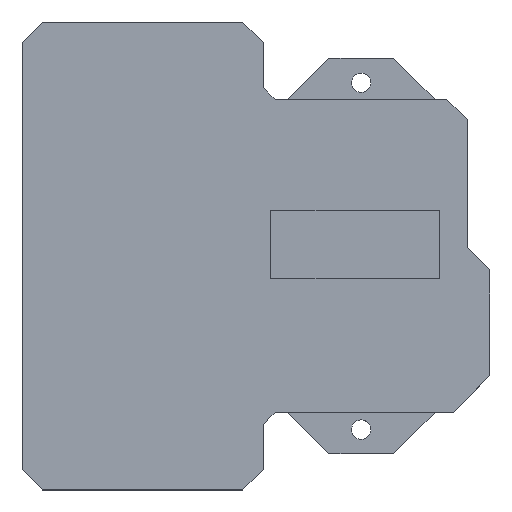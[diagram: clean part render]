
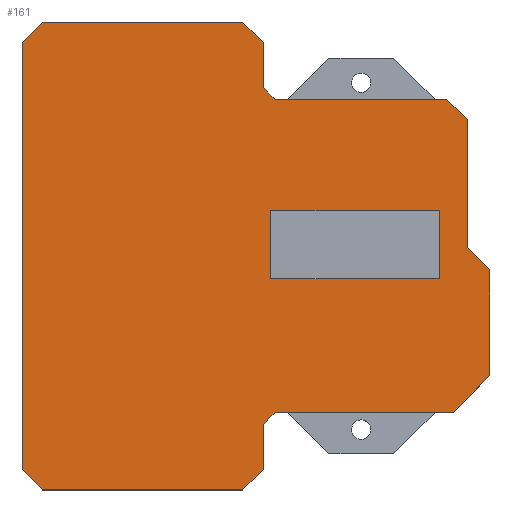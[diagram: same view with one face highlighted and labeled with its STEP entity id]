
A CAD part, top view. The second image highlights one B-rep face of the part: STEP entity #161.
In plain terms, the highlighted planar face has unit normal (0, 0, 1).
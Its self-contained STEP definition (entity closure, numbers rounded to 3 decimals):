
#46=FACE_BOUND('',#451,.T.);
#161=ADVANCED_FACE('',(#298,#46),#1853,.T.);
#298=FACE_OUTER_BOUND('',#450,.T.);
#450=EDGE_LOOP('',(#1012,#1013,#1014,#1015,#1016,#1017,#1018,#1019,#1020,
#1021,#1022,#1023,#1024,#1025,#1026,#1027,#1028,#1029));
#451=EDGE_LOOP('',(#1030,#1031,#1032,#1033));
#1012=ORIENTED_EDGE('',*,*,#1463,.F.);
#1013=ORIENTED_EDGE('',*,*,#1460,.F.);
#1014=ORIENTED_EDGE('',*,*,#1457,.F.);
#1015=ORIENTED_EDGE('',*,*,#1454,.F.);
#1016=ORIENTED_EDGE('',*,*,#1451,.F.);
#1017=ORIENTED_EDGE('',*,*,#1448,.F.);
#1018=ORIENTED_EDGE('',*,*,#1445,.F.);
#1019=ORIENTED_EDGE('',*,*,#1442,.F.);
#1020=ORIENTED_EDGE('',*,*,#1439,.F.);
#1021=ORIENTED_EDGE('',*,*,#1436,.F.);
#1022=ORIENTED_EDGE('',*,*,#1433,.F.);
#1023=ORIENTED_EDGE('',*,*,#1430,.F.);
#1024=ORIENTED_EDGE('',*,*,#1427,.F.);
#1025=ORIENTED_EDGE('',*,*,#1424,.F.);
#1026=ORIENTED_EDGE('',*,*,#1421,.F.);
#1027=ORIENTED_EDGE('',*,*,#1418,.F.);
#1028=ORIENTED_EDGE('',*,*,#1415,.F.);
#1029=ORIENTED_EDGE('',*,*,#1411,.F.);
#1030=ORIENTED_EDGE('',*,*,#1524,.T.);
#1031=ORIENTED_EDGE('',*,*,#1525,.T.);
#1032=ORIENTED_EDGE('',*,*,#1526,.T.);
#1033=ORIENTED_EDGE('',*,*,#1523,.T.);
#1411=EDGE_CURVE('',#1685,#1686,#2070,.T.);
#1415=EDGE_CURVE('',#1686,#1689,#2074,.T.);
#1418=EDGE_CURVE('',#1689,#1691,#2077,.T.);
#1421=EDGE_CURVE('',#1691,#1693,#2080,.T.);
#1424=EDGE_CURVE('',#1693,#1695,#2083,.T.);
#1427=EDGE_CURVE('',#1695,#1697,#2086,.T.);
#1430=EDGE_CURVE('',#1697,#1699,#2089,.T.);
#1433=EDGE_CURVE('',#1699,#1701,#2092,.T.);
#1436=EDGE_CURVE('',#1701,#1703,#2095,.T.);
#1439=EDGE_CURVE('',#1703,#1705,#2098,.T.);
#1442=EDGE_CURVE('',#1705,#1707,#2101,.T.);
#1445=EDGE_CURVE('',#1707,#1709,#2104,.T.);
#1448=EDGE_CURVE('',#1709,#1711,#2107,.T.);
#1451=EDGE_CURVE('',#1711,#1713,#2110,.T.);
#1454=EDGE_CURVE('',#1713,#1715,#2113,.T.);
#1457=EDGE_CURVE('',#1715,#1717,#2116,.T.);
#1460=EDGE_CURVE('',#1717,#1719,#2119,.T.);
#1463=EDGE_CURVE('',#1719,#1685,#2122,.T.);
#1523=EDGE_CURVE('',#1758,#1757,#2182,.T.);
#1524=EDGE_CURVE('',#1757,#1759,#2183,.T.);
#1525=EDGE_CURVE('',#1759,#1760,#2184,.T.);
#1526=EDGE_CURVE('',#1760,#1758,#2185,.T.);
#1685=VERTEX_POINT('',#3862);
#1686=VERTEX_POINT('',#3863);
#1689=VERTEX_POINT('',#3866);
#1691=VERTEX_POINT('',#3868);
#1693=VERTEX_POINT('',#3870);
#1695=VERTEX_POINT('',#3872);
#1697=VERTEX_POINT('',#3874);
#1699=VERTEX_POINT('',#3876);
#1701=VERTEX_POINT('',#3878);
#1703=VERTEX_POINT('',#3880);
#1705=VERTEX_POINT('',#3882);
#1707=VERTEX_POINT('',#3884);
#1709=VERTEX_POINT('',#3886);
#1711=VERTEX_POINT('',#3888);
#1713=VERTEX_POINT('',#3890);
#1715=VERTEX_POINT('',#3892);
#1717=VERTEX_POINT('',#3894);
#1719=VERTEX_POINT('',#3896);
#1757=VERTEX_POINT('',#3934);
#1758=VERTEX_POINT('',#3935);
#1759=VERTEX_POINT('',#3936);
#1760=VERTEX_POINT('',#3937);
#1853=PLANE('',#2412);
#2070=B_SPLINE_CURVE_WITH_KNOTS('',1,(#3942,#3943),.UNSPECIFIED.,.F.,.F.,
(2,2),(-856.402,-855.574),.UNSPECIFIED.);
#2074=B_SPLINE_CURVE_WITH_KNOTS('',1,(#3950,#3951),.UNSPECIFIED.,.F.,.F.,
(2,2),(-855.574,-854.746),.UNSPECIFIED.);
#2077=B_SPLINE_CURVE_WITH_KNOTS('',1,(#3956,#3957),.UNSPECIFIED.,.F.,.F.,
(2,2),(-854.746,-841.731),.UNSPECIFIED.);
#2080=B_SPLINE_CURVE_WITH_KNOTS('',1,(#3962,#3963),.UNSPECIFIED.,.F.,.F.,
(2,2),(-841.731,-836.524),.UNSPECIFIED.);
#2083=B_SPLINE_CURVE_WITH_KNOTS('',1,(#3968,#3969),.UNSPECIFIED.,.F.,.F.,
(2,2),(-836.524,-835.696),.UNSPECIFIED.);
#2086=B_SPLINE_CURVE_WITH_KNOTS('',1,(#3974,#3975),.UNSPECIFIED.,.F.,.F.,
(2,2),(-835.696,-834.867),.UNSPECIFIED.);
#2089=B_SPLINE_CURVE_WITH_KNOTS('',1,(#3980,#3981),.UNSPECIFIED.,.F.,.F.,
(2,2),(-834.867,-833.967),.UNSPECIFIED.);
#2092=B_SPLINE_CURVE_WITH_KNOTS('',1,(#3986,#3987),.UNSPECIFIED.,.F.,.F.,
(2,2),(-833.967,-833.138),.UNSPECIFIED.);
#2095=B_SPLINE_CURVE_WITH_KNOTS('',1,(#3992,#3993),.UNSPECIFIED.,.F.,.F.,
(2,2),(-833.138,-832.31),.UNSPECIFIED.);
#2098=B_SPLINE_CURVE_WITH_KNOTS('',1,(#3998,#3999),.UNSPECIFIED.,.F.,.F.,
(2,2),(-832.31,-831.482),.UNSPECIFIED.);
#2101=B_SPLINE_CURVE_WITH_KNOTS('',1,(#4004,#4005),.UNSPECIFIED.,.F.,.F.,
(2,2),(-831.482,-830.109),.UNSPECIFIED.);
#2104=B_SPLINE_CURVE_WITH_KNOTS('',1,(#4010,#4011),.UNSPECIFIED.,.F.,.F.,
(2,2),(-830.109,-824.902),.UNSPECIFIED.);
#2107=B_SPLINE_CURVE_WITH_KNOTS('',1,(#4016,#4017),.UNSPECIFIED.,.F.,.F.,
(2,2),(-824.902,-824.074),.UNSPECIFIED.);
#2110=B_SPLINE_CURVE_WITH_KNOTS('',1,(#4022,#4023),.UNSPECIFIED.,.F.,.F.,
(2,2),(-824.074,-823.245),.UNSPECIFIED.);
#2113=B_SPLINE_CURVE_WITH_KNOTS('',1,(#4028,#4029),.UNSPECIFIED.,.F.,.F.,
(2,2),(-823.245,-822.417),.UNSPECIFIED.);
#2116=B_SPLINE_CURVE_WITH_KNOTS('',1,(#4034,#4035),.UNSPECIFIED.,.F.,.F.,
(2,2),(-822.417,-821.588),.UNSPECIFIED.);
#2119=B_SPLINE_CURVE_WITH_KNOTS('',1,(#4040,#4041),.UNSPECIFIED.,.F.,.F.,
(2,2),(-821.588,-820.76),.UNSPECIFIED.);
#2122=B_SPLINE_CURVE_WITH_KNOTS('',1,(#4046,#4047),.UNSPECIFIED.,.F.,.F.,
(2,2),(-820.76,-813.689),.UNSPECIFIED.);
#2182=B_SPLINE_CURVE_WITH_KNOTS('',1,(#4166,#4167),.UNSPECIFIED.,.F.,.F.,
(2,2),(-53.,-52.),.UNSPECIFIED.);
#2183=B_SPLINE_CURVE_WITH_KNOTS('',1,(#4168,#4169),.UNSPECIFIED.,.F.,.F.,
(2,2),(-52.,-51.),.UNSPECIFIED.);
#2184=B_SPLINE_CURVE_WITH_KNOTS('',1,(#4170,#4171),.UNSPECIFIED.,.F.,.F.,
(2,2),(-51.,-50.),.UNSPECIFIED.);
#2185=B_SPLINE_CURVE_WITH_KNOTS('',1,(#4172,#4173),.UNSPECIFIED.,.F.,.F.,
(2,2),(-50.,0.),.UNSPECIFIED.);
#2412=AXIS2_PLACEMENT_3D('',#3837,#2529,$);
#2529=DIRECTION('',(0.,0.,1.));
#3837=CARTESIAN_POINT('',(135.913,-63.453,38.));
#3862=CARTESIAN_POINT('',(-20.332,99.11,38.));
#3863=CARTESIAN_POINT('',(41.532,99.11,38.));
#3866=CARTESIAN_POINT('',(47.85,92.792,38.));
#3868=CARTESIAN_POINT('',(47.85,78.852,38.));
#3870=CARTESIAN_POINT('',(51.532,75.17,38.));
#3872=CARTESIAN_POINT('',(104.532,75.17,38.));
#3874=CARTESIAN_POINT('',(110.85,68.852,38.));
#3876=CARTESIAN_POINT('',(110.85,29.592,38.));
#3878=CARTESIAN_POINT('',(117.85,22.592,38.));
#3880=CARTESIAN_POINT('',(117.85,-10.132,38.));
#3882=CARTESIAN_POINT('',(106.532,-21.45,38.));
#3884=CARTESIAN_POINT('',(51.532,-21.45,38.));
#3886=CARTESIAN_POINT('',(47.85,-25.132,38.));
#3888=CARTESIAN_POINT('',(47.85,-39.072,38.));
#3890=CARTESIAN_POINT('',(41.532,-45.39,38.));
#3892=CARTESIAN_POINT('',(-20.332,-45.39,38.));
#3894=CARTESIAN_POINT('',(-26.65,-39.072,38.));
#3896=CARTESIAN_POINT('',(-26.65,92.792,38.));
#3934=CARTESIAN_POINT('',(50.2,40.86,38.));
#3935=CARTESIAN_POINT('',(50.2,19.86,38.));
#3936=CARTESIAN_POINT('',(102.2,40.86,38.));
#3937=CARTESIAN_POINT('',(102.2,19.86,38.));
#3942=CARTESIAN_POINT('',(-20.332,99.11,38.));
#3943=CARTESIAN_POINT('',(41.532,99.11,38.));
#3950=CARTESIAN_POINT('',(41.532,99.11,38.));
#3951=CARTESIAN_POINT('',(47.85,92.792,38.));
#3956=CARTESIAN_POINT('',(47.85,92.792,38.));
#3957=CARTESIAN_POINT('',(47.85,78.852,38.));
#3962=CARTESIAN_POINT('',(47.85,78.852,38.));
#3963=CARTESIAN_POINT('',(51.532,75.17,38.));
#3968=CARTESIAN_POINT('',(51.532,75.17,38.));
#3969=CARTESIAN_POINT('',(104.532,75.17,38.));
#3974=CARTESIAN_POINT('',(104.532,75.17,38.));
#3975=CARTESIAN_POINT('',(110.85,68.852,38.));
#3980=CARTESIAN_POINT('',(110.85,68.852,38.));
#3981=CARTESIAN_POINT('',(110.85,29.592,38.));
#3986=CARTESIAN_POINT('',(110.85,29.592,38.));
#3987=CARTESIAN_POINT('',(117.85,22.592,38.));
#3992=CARTESIAN_POINT('',(117.85,22.592,38.));
#3993=CARTESIAN_POINT('',(117.85,-10.132,38.));
#3998=CARTESIAN_POINT('',(117.85,-10.132,38.));
#3999=CARTESIAN_POINT('',(106.532,-21.45,38.));
#4004=CARTESIAN_POINT('',(106.532,-21.45,38.));
#4005=CARTESIAN_POINT('',(51.532,-21.45,38.));
#4010=CARTESIAN_POINT('',(51.532,-21.45,38.));
#4011=CARTESIAN_POINT('',(47.85,-25.132,38.));
#4016=CARTESIAN_POINT('',(47.85,-25.132,38.));
#4017=CARTESIAN_POINT('',(47.85,-39.072,38.));
#4022=CARTESIAN_POINT('',(47.85,-39.072,38.));
#4023=CARTESIAN_POINT('',(41.532,-45.39,38.));
#4028=CARTESIAN_POINT('',(41.532,-45.39,38.));
#4029=CARTESIAN_POINT('',(-20.332,-45.39,38.));
#4034=CARTESIAN_POINT('',(-20.332,-45.39,38.));
#4035=CARTESIAN_POINT('',(-26.65,-39.072,38.));
#4040=CARTESIAN_POINT('',(-26.65,-39.072,38.));
#4041=CARTESIAN_POINT('',(-26.65,92.792,38.));
#4046=CARTESIAN_POINT('',(-26.65,92.792,38.));
#4047=CARTESIAN_POINT('',(-20.332,99.11,38.));
#4166=CARTESIAN_POINT('',(50.2,19.86,38.));
#4167=CARTESIAN_POINT('',(50.2,40.86,38.));
#4168=CARTESIAN_POINT('',(50.2,40.86,38.));
#4169=CARTESIAN_POINT('',(102.2,40.86,38.));
#4170=CARTESIAN_POINT('',(102.2,40.86,38.));
#4171=CARTESIAN_POINT('',(102.2,19.86,38.));
#4172=CARTESIAN_POINT('',(102.2,19.86,38.));
#4173=CARTESIAN_POINT('',(50.2,19.86,38.));
